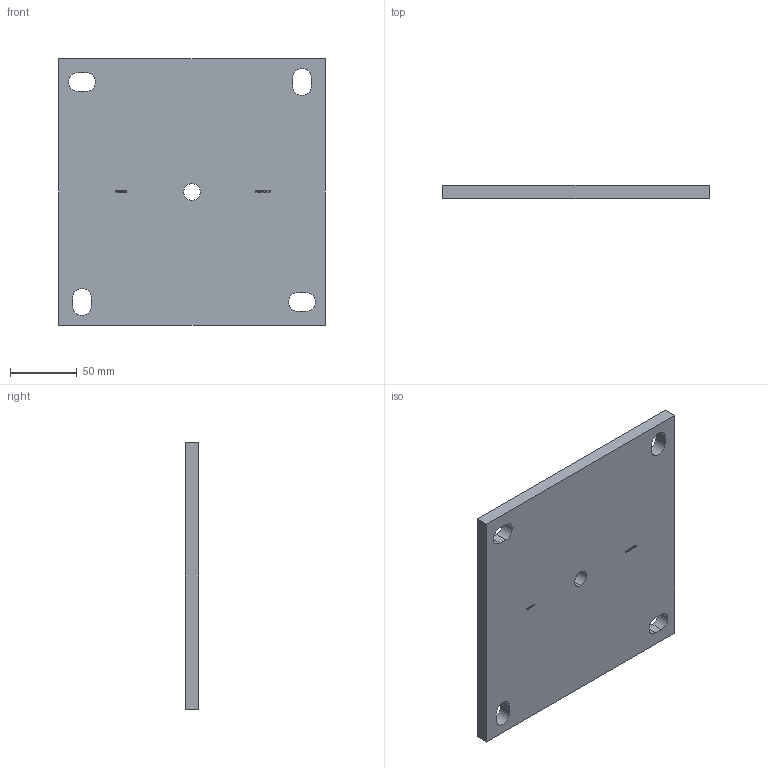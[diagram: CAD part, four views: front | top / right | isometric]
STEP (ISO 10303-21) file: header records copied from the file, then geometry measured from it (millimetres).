
FILE_DESCRIPTION (( 'STEP AP203' ), '1' );
FILE_NAME ('51013-STQ-10.STEP', '2019-04-09T10:51:44', ( '' ), ( '' ), 'SwSTEP 2.0', 'SolidWorks 2015', '' );
FILE_SCHEMA (( 'CONFIG_CONTROL_DESIGN' ));
Length unit declared in the file: millimetre
Products named in the file (1): 51013-STQ-10
Bounding box: 200 x 10 x 200 mm (x, y, z)
Volume: 389254.7 mm3; surface area: 88493.4 mm2
Topology: 1 solids, 1 shells, 270 faces, 726 edges, 484 vertices
Faces by surface type: plane 145, bspline 113, cylinder 12
Entity records: 14569 total; most frequent: CARTESIAN_POINT 8450, ORIENTED_EDGE 1452, DIRECTION 840, EDGE_CURVE 726, VERTEX_POINT 484, LINE 476, VECTOR 476, EDGE_LOOP 306
